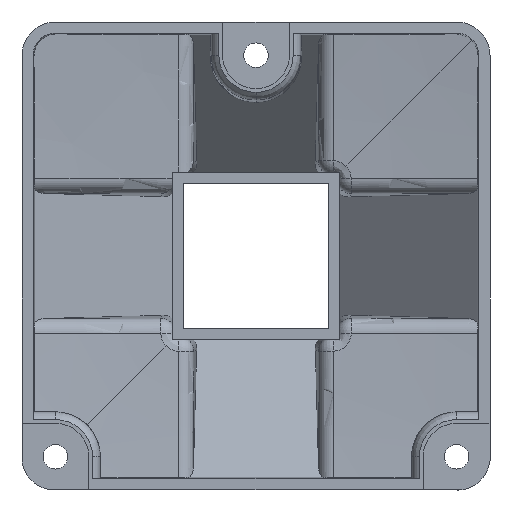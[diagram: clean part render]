
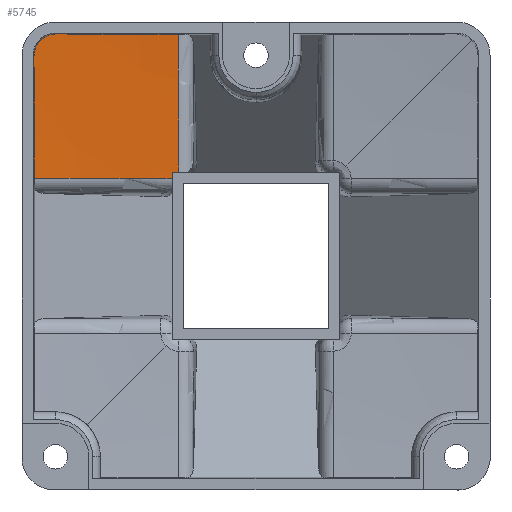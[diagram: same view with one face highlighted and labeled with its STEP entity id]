
A CAD part, front view. The second image highlights one B-rep face of the part: STEP entity #5745.
In plain terms, the highlighted spherical face has radius 1089.43 mm.
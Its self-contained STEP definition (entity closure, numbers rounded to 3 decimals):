
#132 = AXIS2_PLACEMENT_3D ( 'NONE', #10387, #2366, #1547 ) ;
#165 = CARTESIAN_POINT ( 'NONE',  ( -99.293, 6.572, 91.833 ) ) ;
#217 = CARTESIAN_POINT ( 'NONE',  ( -96.401, 6.394, 96.868 ) ) ;
#285 = CARTESIAN_POINT ( 'NONE',  ( -89.554, 6.741, 99.54 ) ) ;
#330 = CARTESIAN_POINT ( 'NONE',  ( -93.079, 6.5, 98.921 ) ) ;
#384 = DIRECTION ( 'NONE',  ( 1., 0., 0. ) ) ;
#389 = CARTESIAN_POINT ( 'NONE',  ( -91.82, 6.573, 99.296 ) ) ;
#410 = B_SPLINE_CURVE_WITH_KNOTS ( 'NONE', 3,
 ( #9360, #1166, #9194, #389, #10229, #1275, #330, #6500, #1976, #10174, #8369, #8317, #217, #10123, #9297, #5629, #4626, #11111, #3084, #4739, #8207, #165, #1219, #3916, #3028 ),
 .UNSPECIFIED., .F., .F.,
 ( 4, 2, 2, 2, 2, 2, 2, 2, 2, 1, 2, 2, 4 ),
 ( 0., 0.002, 0.003, 0.004, 0.006, 0.007, 0.008, 0.01, 0.011, 0.012, 0.013, 0.014, 0.016 ),
 .UNSPECIFIED. ) ;
#517 = AXIS2_PLACEMENT_3D ( 'NONE', #11109, #3083, #2203 ) ;
#633 = ORIENTED_EDGE ( 'NONE', *, *, #7064, .F. ) ;
#650 = EDGE_CURVE ( 'NONE', #5614, #4262, #10999, .T. ) ;
#858 = DIRECTION ( 'NONE',  ( -0.999, 0.052, 0. ) ) ;
#904 = VERTEX_POINT ( 'NONE', #3126 ) ;
#1166 = CARTESIAN_POINT ( 'NONE',  ( -90.213, 6.686, 99.543 ) ) ;
#1167 = CARTESIAN_POINT ( 'NONE',  ( -37.6, 13.798, 34.703 ) ) ;
#1215 = DIRECTION ( 'NONE',  ( -1., 0.026, 0. ) ) ;
#1219 = CARTESIAN_POINT ( 'NONE',  ( -99.481, 6.637, 90.865 ) ) ;
#1275 = CARTESIAN_POINT ( 'NONE',  ( -92.766, 6.516, 99.032 ) ) ;
#1547 = DIRECTION ( 'NONE',  ( 0., -0.999, 0.052 ) ) ;
#1976 = CARTESIAN_POINT ( 'NONE',  ( -94.564, 6.433, 98.244 ) ) ;
#2003 = EDGE_CURVE ( 'NONE', #2687, #904, #9309, .T. ) ;
#2086 = CARTESIAN_POINT ( 'NONE',  ( 0., -1074.433, 37.6 ) ) ;
#2203 = DIRECTION ( 'NONE',  ( 0., 0., 1. ) ) ;
#2366 = DIRECTION ( 'NONE',  ( 0., 0.052, 0.999 ) ) ;
#2687 = VERTEX_POINT ( 'NONE', #1167 ) ;
#2867 = CIRCLE ( 'NONE', #9800, 1087.6 ) ;
#3028 = CARTESIAN_POINT ( 'NONE',  ( -99.54, 6.741, 89.554 ) ) ;
#3083 = DIRECTION ( 'NONE',  ( 1., 0., 0. ) ) ;
#3084 = CARTESIAN_POINT ( 'NONE',  ( -98.809, 6.483, 93.396 ) ) ;
#3126 = CARTESIAN_POINT ( 'NONE',  ( -37.6, 13.702, 37.6 ) ) ;
#3317 = CIRCLE ( 'NONE', #132, 1078.208 ) ;
#3482 = DIRECTION ( 'NONE',  ( 0., 0.026, 1. ) ) ;
#3531 = EDGE_CURVE ( 'NONE', #9295, #5614, #410, .T. ) ;
#3916 = CARTESIAN_POINT ( 'NONE',  ( -99.543, 6.686, 90.213 ) ) ;
#4019 = DIRECTION ( 'NONE',  ( 0.026, 1., 0. ) ) ;
#4149 = EDGE_CURVE ( 'NONE', #2687, #4262, #2867, .T. ) ;
#4262 = VERTEX_POINT ( 'NONE', #4599 ) ;
#4599 = CARTESIAN_POINT ( 'NONE',  ( -99.374, 9.9, 34.806 ) ) ;
#4626 = CARTESIAN_POINT ( 'NONE',  ( -98.225, 6.434, 94.565 ) ) ;
#4739 = CARTESIAN_POINT ( 'NONE',  ( -99.026, 6.516, 92.781 ) ) ;
#5139 = CARTESIAN_POINT ( 'NONE',  ( -34.703, 13.798, 37.6 ) ) ;
#5181 = VERTEX_POINT ( 'NONE', #5139 ) ;
#5432 = DIRECTION ( 'NONE',  ( 0., 1., -0.026 ) ) ;
#5529 = CARTESIAN_POINT ( 'NONE',  ( 0., -1074.433, 0. ) ) ;
#5614 = VERTEX_POINT ( 'NONE', #8867 ) ;
#5626 = CARTESIAN_POINT ( 'NONE',  ( -63.156, -1072.78, 0. ) ) ;
#5629 = CARTESIAN_POINT ( 'NONE',  ( -98.056, 6.425, 94.849 ) ) ;
#5703 = ORIENTED_EDGE ( 'NONE', *, *, #650, .T. ) ;
#5745 = ADVANCED_FACE ( 'NONE', ( #9973 ), #6521, .F. ) ;
#6311 = CARTESIAN_POINT ( 'NONE',  ( -155.774, -1066.27, 0. ) ) ;
#6500 = CARTESIAN_POINT ( 'NONE',  ( -93.988, 6.455, 98.549 ) ) ;
#6521 = SPHERICAL_SURFACE ( 'NONE', #9300, 1089.433 ) ;
#6525 = AXIS2_PLACEMENT_3D ( 'NONE', #2086, #11051, #384 ) ;
#6557 = EDGE_CURVE ( 'NONE', #8202, #9295, #3317, .T. ) ;
#7064 = EDGE_CURVE ( 'NONE', #8202, #5181, #10995, .T. ) ;
#7519 = ORIENTED_EDGE ( 'NONE', *, *, #6557, .T. ) ;
#7957 = CARTESIAN_POINT ( 'NONE',  ( 0., -1072.78, 63.156 ) ) ;
#8031 = CIRCLE ( 'NONE', #6525, 1088.784 ) ;
#8202 = VERTEX_POINT ( 'NONE', #9148 ) ;
#8207 = CARTESIAN_POINT ( 'NONE',  ( -99.214, 6.552, 92.154 ) ) ;
#8215 = ORIENTED_EDGE ( 'NONE', *, *, #9553, .T. ) ;
#8317 = CARTESIAN_POINT ( 'NONE',  ( -96.158, 6.396, 97.088 ) ) ;
#8369 = CARTESIAN_POINT ( 'NONE',  ( -95.647, 6.404, 97.506 ) ) ;
#8617 = DIRECTION ( 'NONE',  ( -0.052, -0.999, 0. ) ) ;
#8867 = CARTESIAN_POINT ( 'NONE',  ( -99.54, 6.741, 89.554 ) ) ;
#9148 = CARTESIAN_POINT ( 'NONE',  ( -34.806, 9.9, 99.374 ) ) ;
#9194 = CARTESIAN_POINT ( 'NONE',  ( -90.861, 6.637, 99.481 ) ) ;
#9260 = DIRECTION ( 'NONE',  ( -0.707, 0., -0.707 ) ) ;
#9295 = VERTEX_POINT ( 'NONE', #285 ) ;
#9297 = CARTESIAN_POINT ( 'NONE',  ( -97.508, 6.402, 95.672 ) ) ;
#9300 = AXIS2_PLACEMENT_3D ( 'NONE', #5529, #9923, #9260 ) ;
#9309 = CIRCLE ( 'NONE', #517, 1088.784 ) ;
#9360 = CARTESIAN_POINT ( 'NONE',  ( -89.554, 6.741, 99.54 ) ) ;
#9553 = EDGE_CURVE ( 'NONE', #904, #5181, #8031, .T. ) ;
#9800 = AXIS2_PLACEMENT_3D ( 'NONE', #7957, #3482, #5432 ) ;
#9898 = EDGE_LOOP ( 'NONE', ( #8215, #633, #7519, #10790, #5703, #10647, #10372 ) ) ;
#9923 = DIRECTION ( 'NONE',  ( 0.707, 0., -0.707 ) ) ;
#9973 = FACE_OUTER_BOUND ( 'NONE', #9898, .T. ) ;
#10123 = CARTESIAN_POINT ( 'NONE',  ( -97.094, 6.394, 96.176 ) ) ;
#10174 = CARTESIAN_POINT ( 'NONE',  ( -95.382, 6.41, 97.702 ) ) ;
#10229 = CARTESIAN_POINT ( 'NONE',  ( -92.137, 6.553, 99.219 ) ) ;
#10372 = ORIENTED_EDGE ( 'NONE', *, *, #2003, .T. ) ;
#10387 = CARTESIAN_POINT ( 'NONE',  ( 0., -1066.27, 155.774 ) ) ;
#10445 = AXIS2_PLACEMENT_3D ( 'NONE', #6311, #858, #8617 ) ;
#10647 = ORIENTED_EDGE ( 'NONE', *, *, #4149, .F. ) ;
#10790 = ORIENTED_EDGE ( 'NONE', *, *, #3531, .T. ) ;
#10995 = CIRCLE ( 'NONE', #11563, 1087.6 ) ;
#10999 = CIRCLE ( 'NONE', #10445, 1078.208 ) ;
#11051 = DIRECTION ( 'NONE',  ( 0., 0., -1. ) ) ;
#11109 = CARTESIAN_POINT ( 'NONE',  ( -37.6, -1074.433, 0. ) ) ;
#11111 = CARTESIAN_POINT ( 'NONE',  ( -98.532, 6.457, 93.987 ) ) ;
#11563 = AXIS2_PLACEMENT_3D ( 'NONE', #5626, #1215, #4019 ) ;
